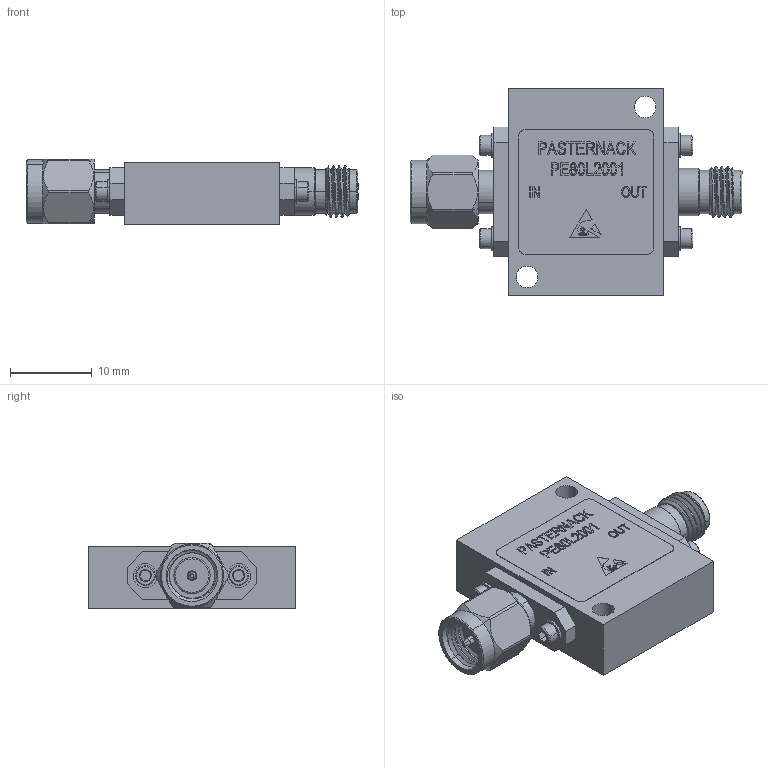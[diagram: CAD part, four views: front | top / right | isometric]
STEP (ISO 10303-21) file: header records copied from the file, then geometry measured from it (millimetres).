
FILE_DESCRIPTION (( 'STEP AP203' ), '1' );
FILE_NAME ('PE80L2001.step', '2019-05-29T16:22:51', ( '' ), ( '' ), 'SwSTEP 2.0', 'SolidWorks 2018', '' );
FILE_SCHEMA (( 'CONFIG_CONTROL_DESIGN' ));
Length unit declared in the file: inch
Products named in the file (1): PE80L2001
Bounding box: 40.69 x 25.4 x 8.03 mm (x, y, z)
Volume: 4462.8 mm3; surface area: 3371.8 mm2
Topology: 2 solids, 9 shells, 684 faces, 1715 edges, 1117 vertices
Faces by surface type: plane 329, cylinder 144, bspline 140, cone 69, torus 2
Entity records: 31477 total; most frequent: CARTESIAN_POINT 16241, ORIENTED_EDGE 3430, DIRECTION 2610, EDGE_CURVE 1715, VERTEX_POINT 1117, LINE 984, VECTOR 984, AXIS2_PLACEMENT_3D 813
